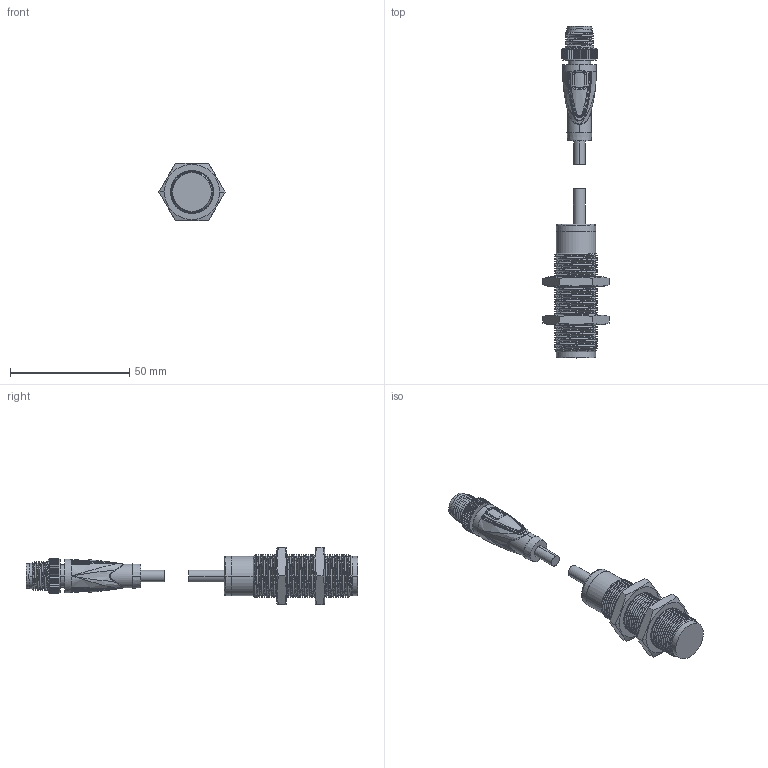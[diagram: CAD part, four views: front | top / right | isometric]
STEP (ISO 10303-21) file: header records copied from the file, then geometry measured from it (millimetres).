
FILE_DESCRIPTION((''),'2;1');
FILE_NAME('DM_CAD-B0D8A_ASM','2016-03-31T',('Creinig-se'),(''),'PRO/ENGINEER BY PARAMETRIC TECHNOLOGY CORPORATION, 2015440','PRO/ENGINEER BY PARAMETRIC TECHNOLOGY CORPORATION, 2015440','');
FILE_SCHEMA(('CONFIG_CONTROL_DESIGN'));
Length unit declared in the file: inch
Products named in the file (4): DM_CAD-B0D8A_16305; DM_CAD-B0D8A_37908; DM_CAD-B0D8A_905492_ASM; DM_CAD-B0D8A_ASM
Assembly tree (3 placements, depth 3):
  DM_CAD-B0D8A_ASM
    DM_CAD-B0D8A_905492_ASM
      DM_CAD-B0D8A_16305
      DM_CAD-B0D8A_37908
Bounding box: 27.71 x 139.2 x 24 mm (x, y, z)
Volume: 20597.3 mm3; surface area: 10228.7 mm2
Topology: 2 solids, 2 shells, 575 faces, 1430 edges, 867 vertices
Faces by surface type: plane 222, cylinder 177, bspline 123, cone 31, torus 14, sphere 8
Entity records: 38196 total; most frequent: CARTESIAN_POINT 20220, ORIENTED_EDGE 2836, DIRECTION 2332, PRESENTATION_STYLE_ASSIGNMENT 1504, STYLED_ITEM 1420, CURVE_STYLE 1418, EDGE_CURVE 1418, AXIS2_PLACEMENT_3D 901
